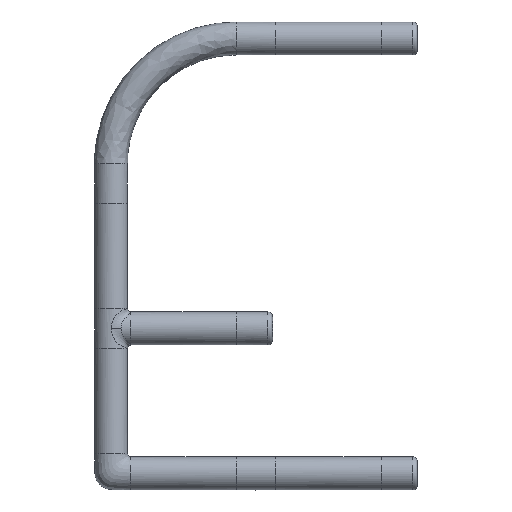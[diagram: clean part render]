
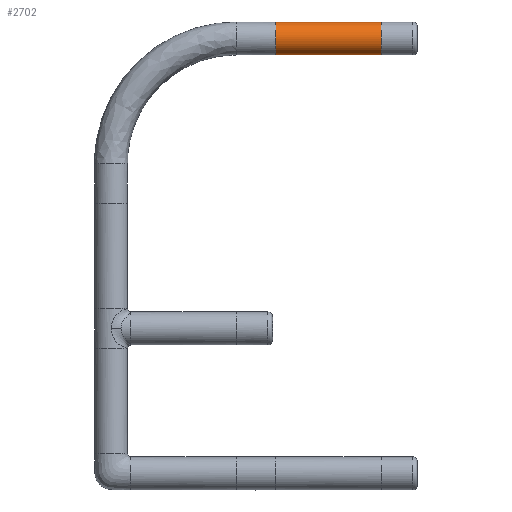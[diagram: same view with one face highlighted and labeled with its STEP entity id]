
A CAD part, top view. The second image highlights one B-rep face of the part: STEP entity #2702.
In plain terms, the highlighted cylindrical face has radius 12.5 mm (diameter 25 mm), a partial arc.
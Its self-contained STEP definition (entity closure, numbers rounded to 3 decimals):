
#2702=ADVANCED_FACE('',(#2996),#6936,.T.);
#2996=FACE_OUTER_BOUND('',#3309,.T.);
#3309=EDGE_LOOP('',(#3817,#3818,#3819,#3820));
#3817=ORIENTED_EDGE('',*,*,#5089,.T.);
#3818=ORIENTED_EDGE('',*,*,#5090,.T.);
#3819=ORIENTED_EDGE('',*,*,#5091,.T.);
#3820=ORIENTED_EDGE('',*,*,#5149,.F.);
#5089=EDGE_CURVE('',#6469,#6516,#6086,.T.);
#5090=EDGE_CURVE('',#6516,#6517,#5735,.T.);
#5091=EDGE_CURVE('',#6517,#6468,#6087,.T.);
#5149=EDGE_CURVE('',#6469,#6468,#5762,.T.);
#5735=(
BOUNDED_CURVE()
B_SPLINE_CURVE(2,(#18260,#18261,#18262,#18263,#18264),.UNSPECIFIED.,.F.,
 .F.)
B_SPLINE_CURVE_WITH_KNOTS((3,2,3),(0.,19.635,39.27),
 .UNSPECIFIED.)
CURVE()
GEOMETRIC_REPRESENTATION_ITEM()
RATIONAL_B_SPLINE_CURVE((1.,0.707,1.,0.707,1.))
REPRESENTATION_ITEM('')
);
#5762=(
BOUNDED_CURVE()
B_SPLINE_CURVE(2,(#19000,#19001,#19002,#19003,#19004),.UNSPECIFIED.,.F.,
 .F.)
B_SPLINE_CURVE_WITH_KNOTS((3,2,3),(0.,19.635,39.27),
 .UNSPECIFIED.)
CURVE()
GEOMETRIC_REPRESENTATION_ITEM()
RATIONAL_B_SPLINE_CURVE((1.,0.707,1.,0.707,1.))
REPRESENTATION_ITEM('')
);
#6086=B_SPLINE_CURVE_WITH_KNOTS('',1,(#18258,#18259),.UNSPECIFIED.,.F.,
 .F.,(2,2),(0.,79.6),.UNSPECIFIED.);
#6087=B_SPLINE_CURVE_WITH_KNOTS('',1,(#18265,#18266),.UNSPECIFIED.,.F.,
 .F.,(2,2),(0.,79.6),.UNSPECIFIED.);
#6468=VERTEX_POINT('',#17164);
#6469=VERTEX_POINT('',#17165);
#6516=VERTEX_POINT('',#17212);
#6517=VERTEX_POINT('',#17213);
#6936=CYLINDRICAL_SURFACE('',#7064,12.5);
#7064=AXIS2_PLACEMENT_3D('',#12886,#7227,$);
#7227=DIRECTION('',(1.,0.,0.));
#12886=CARTESIAN_POINT('',(164.875,329.723,0.));
#17164=CARTESIAN_POINT('',(125.,342.223,0.));
#17165=CARTESIAN_POINT('',(125.,317.223,0.));
#17212=CARTESIAN_POINT('',(204.75,317.223,0.));
#17213=CARTESIAN_POINT('',(204.75,342.223,0.));
#18258=CARTESIAN_POINT('',(125.,317.223,0.));
#18259=CARTESIAN_POINT('',(204.75,317.223,0.));
#18260=CARTESIAN_POINT('',(204.75,317.223,0.));
#18261=CARTESIAN_POINT('',(204.75,317.223,12.5));
#18262=CARTESIAN_POINT('',(204.75,329.723,12.5));
#18263=CARTESIAN_POINT('',(204.75,342.223,12.5));
#18264=CARTESIAN_POINT('',(204.75,342.223,0.));
#18265=CARTESIAN_POINT('',(204.75,342.223,0.));
#18266=CARTESIAN_POINT('',(125.,342.223,0.));
#19000=CARTESIAN_POINT('',(125.,317.223,0.));
#19001=CARTESIAN_POINT('',(125.,317.223,12.5));
#19002=CARTESIAN_POINT('',(125.,329.723,12.5));
#19003=CARTESIAN_POINT('',(125.,342.223,12.5));
#19004=CARTESIAN_POINT('',(125.,342.223,0.));
